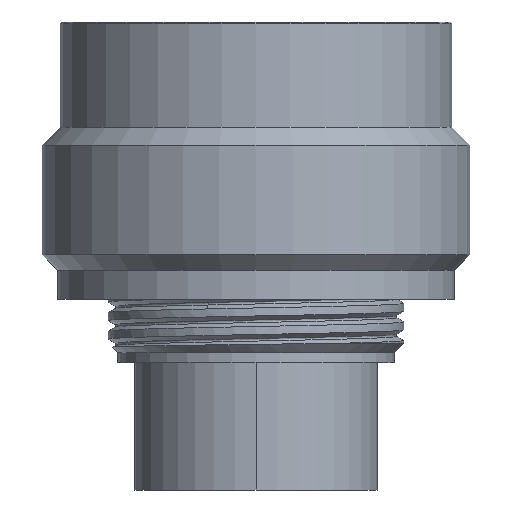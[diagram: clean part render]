
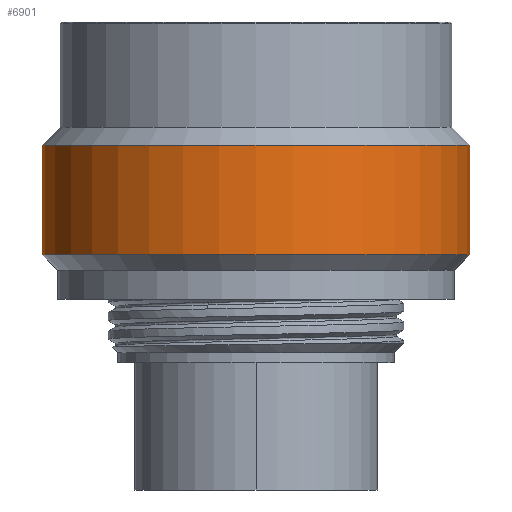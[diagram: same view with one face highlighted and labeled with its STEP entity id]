
A CAD part, front view. The second image highlights one B-rep face of the part: STEP entity #6901.
In plain terms, the highlighted cylindrical face has radius 14.65 mm (diameter 29.3 mm), a partial arc.
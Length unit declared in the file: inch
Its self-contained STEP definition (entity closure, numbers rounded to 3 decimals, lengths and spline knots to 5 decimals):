
#1498=DIRECTION('',(0.,0.,-1.));
#1499=VECTOR('',#1498,0.29528);
#1500=CARTESIAN_POINT('',(0.57677,0.,0.06299));
#1501=LINE('',#1500,#1499);
#1502=DIRECTION('',(0.,0.,-1.));
#1503=VECTOR('',#1502,0.29528);
#1504=CARTESIAN_POINT('',(-0.57677,0.,0.06299));
#1505=LINE('',#1504,#1503);
#1506=CARTESIAN_POINT('',(0.,0.,0.06299));
#1507=DIRECTION('',(0.,0.,-1.));
#1508=DIRECTION('',(1.,0.,0.));
#1509=AXIS2_PLACEMENT_3D('',#1506,#1507,#1508);
#1529=CARTESIAN_POINT('',(0.,0.,-0.23228));
#1530=DIRECTION('',(0.,0.,-1.));
#1531=DIRECTION('',(1.,0.,0.));
#1532=AXIS2_PLACEMENT_3D('',#1529,#1530,#1531);
#4053=CARTESIAN_POINT('',(0.57677,0.,0.06299));
#4055=VERTEX_POINT('',#4053);
#4056=CARTESIAN_POINT('',(0.57677,0.,-0.23228));
#4057=VERTEX_POINT('',#4056);
#4059=CARTESIAN_POINT('',(-0.57677,0.,0.06299));
#4061=VERTEX_POINT('',#4059);
#4062=CARTESIAN_POINT('',(-0.57677,0.,-0.23228));
#4063=VERTEX_POINT('',#4062);
#6887=CARTESIAN_POINT('',(0.,0.,-0.39327));
#6888=DIRECTION('',(0.,0.,1.));
#6889=DIRECTION('',(-1.,0.,0.));
#6890=AXIS2_PLACEMENT_3D('',#6887,#6888,#6889);
#6891=CYLINDRICAL_SURFACE('',#6890,0.57677);
#6893=ORIENTED_EDGE('',*,*,#6892,.T.);
#6895=ORIENTED_EDGE('',*,*,#6894,.T.);
#6897=ORIENTED_EDGE('',*,*,#6896,.F.);
#6898=ORIENTED_EDGE('',*,*,#6880,.F.);
#6899=EDGE_LOOP('',(#6893,#6895,#6897,#6898));
#6900=FACE_OUTER_BOUND('',#6899,.F.);
#6901=ADVANCED_FACE('',(#6900),#6891,.T.);
#1510=CIRCLE('',#1509,0.57677);
#1533=CIRCLE('',#1532,0.57677);
#6880=EDGE_CURVE('',#4055,#4061,#1510,.T.);
#6892=EDGE_CURVE('',#4055,#4057,#1501,.T.);
#6894=EDGE_CURVE('',#4057,#4063,#1533,.T.);
#6896=EDGE_CURVE('',#4061,#4063,#1505,.T.);
